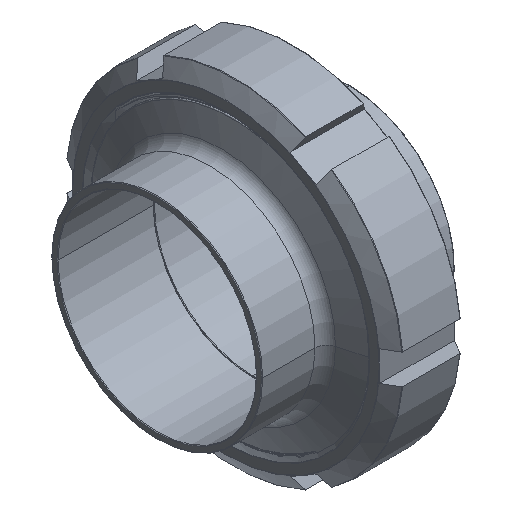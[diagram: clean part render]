
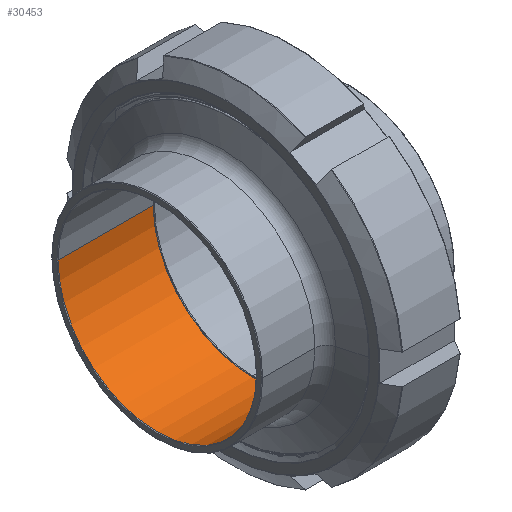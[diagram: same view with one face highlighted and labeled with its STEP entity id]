
A CAD part, isometric view. The second image highlights one B-rep face of the part: STEP entity #30453.
In plain terms, the highlighted cylindrical face has radius 33 mm (diameter 66 mm), a partial arc.
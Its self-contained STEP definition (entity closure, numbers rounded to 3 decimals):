
#27 = DIRECTION ( 'NONE',  ( 1., 0., 0. ) ) ;
#2630 = CYLINDRICAL_SURFACE ( 'NONE', #29502, 33. ) ;
#3134 = DIRECTION ( 'NONE',  ( -1., 0., 0. ) ) ;
#7007 = VECTOR ( 'NONE', #24733, 1000. ) ;
#8300 = DIRECTION ( 'NONE',  ( 0., -1., 0. ) ) ;
#11288 = AXIS2_PLACEMENT_3D ( 'NONE', #45926, #36002, #41184 ) ;
#12657 = EDGE_LOOP ( 'NONE', ( #41845, #44508, #53131, #54848 ) ) ;
#13734 = LINE ( 'NONE', #29330, #22517 ) ;
#18413 = CARTESIAN_POINT ( 'NONE',  ( -39.8, 0., 0. ) ) ;
#19583 = CARTESIAN_POINT ( 'NONE',  ( 0., 33., 0. ) ) ;
#20659 = LINE ( 'NONE', #19583, #7007 ) ;
#20962 = VERTEX_POINT ( 'NONE', #31404 ) ;
#22517 = VECTOR ( 'NONE', #65340, 1000. ) ;
#23870 = CARTESIAN_POINT ( 'NONE',  ( -39.8, 33., 0. ) ) ;
#24733 = DIRECTION ( 'NONE',  ( 1., 0., 0. ) ) ;
#27693 = CARTESIAN_POINT ( 'NONE',  ( -39.8, -33., 0. ) ) ;
#28328 = AXIS2_PLACEMENT_3D ( 'NONE', #18413, #3134, #8300 ) ;
#29142 = EDGE_CURVE ( 'NONE', #51664, #31575, #20659, .T. ) ;
#29330 = CARTESIAN_POINT ( 'NONE',  ( 0., -33., 0. ) ) ;
#29502 = AXIS2_PLACEMENT_3D ( 'NONE', #45495, #27, #42747 ) ;
#30453 = ADVANCED_FACE ( 'NONE', ( #62968 ), #2630, .F. ) ;
#31404 = CARTESIAN_POINT ( 'NONE',  ( -8.2, -33., 0. ) ) ;
#31575 = VERTEX_POINT ( 'NONE', #32477 ) ;
#32477 = CARTESIAN_POINT ( 'NONE',  ( -8.2, 33., 0. ) ) ;
#36002 = DIRECTION ( 'NONE',  ( 1., 0., 0. ) ) ;
#41184 = DIRECTION ( 'NONE',  ( 0., 1., 0. ) ) ;
#41845 = ORIENTED_EDGE ( 'NONE', *, *, #58713, .T. ) ;
#42747 = DIRECTION ( 'NONE',  ( 0., 1., 0. ) ) ;
#42750 = EDGE_CURVE ( 'NONE', #54079, #20962, #13734, .T. ) ;
#44508 = ORIENTED_EDGE ( 'NONE', *, *, #42750, .T. ) ;
#45495 = CARTESIAN_POINT ( 'NONE',  ( 0., 0., 0. ) ) ;
#45926 = CARTESIAN_POINT ( 'NONE',  ( -8.2, 0., 0. ) ) ;
#49034 = CIRCLE ( 'NONE', #11288, 33. ) ;
#51664 = VERTEX_POINT ( 'NONE', #23870 ) ;
#52719 = EDGE_CURVE ( 'NONE', #20962, #31575, #49034, .T. ) ;
#53131 = ORIENTED_EDGE ( 'NONE', *, *, #52719, .T. ) ;
#54079 = VERTEX_POINT ( 'NONE', #27693 ) ;
#54848 = ORIENTED_EDGE ( 'NONE', *, *, #29142, .F. ) ;
#58713 = EDGE_CURVE ( 'NONE', #51664, #54079, #66343, .T. ) ;
#62968 = FACE_OUTER_BOUND ( 'NONE', #12657, .T. ) ;
#65340 = DIRECTION ( 'NONE',  ( 1., 0., 0. ) ) ;
#66343 = CIRCLE ( 'NONE', #28328, 33. ) ;
